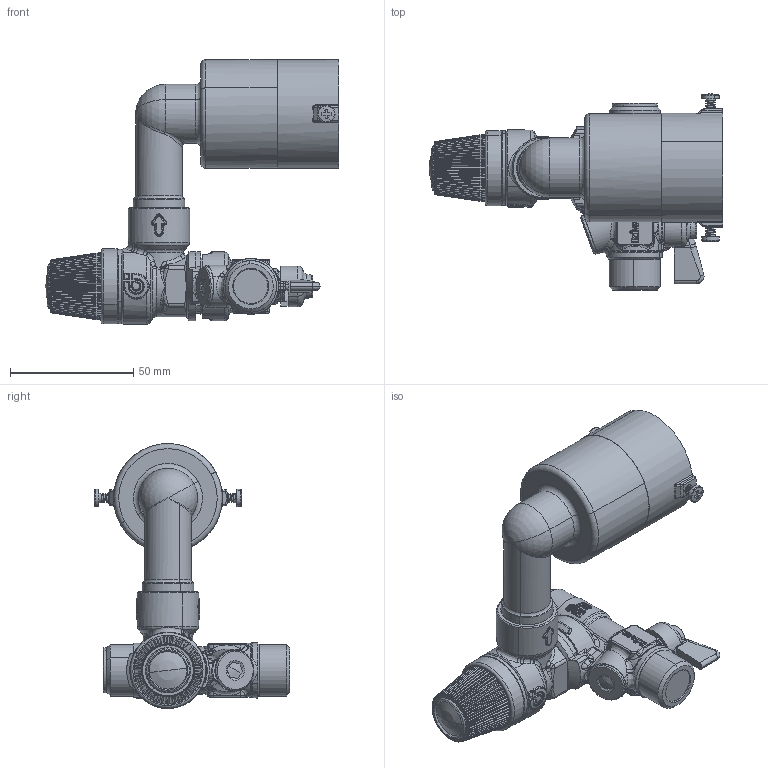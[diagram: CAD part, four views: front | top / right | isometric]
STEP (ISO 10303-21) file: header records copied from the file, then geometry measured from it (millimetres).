
FILE_DESCRIPTION(('CATIA V5 STEP Exchange','CAx-IF Rec.Pracs.--- Model Styling and Organization---1.4--- 2014-01-23','CAx-IF Rec.Pracs.---3D Tessellated Data Validation Properties---0.5---2014-09-14'),'2;1');
FILE_NAME('STEP_528548_-_TST.stp','2022-03-16T13:19:48+00:00',('none'),('none'),'CATIA Version 5-6 Release 2019 SP3','CATIA V5 STEP AP242 v1','none');
FILE_SCHEMA(('AP242_MANAGED_MODEL_BASED_3D_ENGINEERING_MIM_LF {1 0 10303 442 1 1 4}'));
Length unit declared in the file: millimetre
Products named in the file (1): 528548 - TST
Bounding box: 119.15 x 79.48 x 107.59 mm (x, y, z)
Volume: 185053.6 mm3; surface area: 39593.2 mm2
Topology: 1 solids, 15 shells, 2744 faces, 6722 edges, 3820 vertices
Faces by surface type: bspline 1292, cylinder 580, plane 295, torus 226, cone 183, sphere 168
Entity records: 153799 total; most frequent: CARTESIAN_POINT 102578, ORIENTED_EDGE 13006, EDGE_CURVE 6503, DIRECTION 4533, B_SPLINE_CURVE_WITH_KNOTS 4084, VERTEX_POINT 3819, EDGE_LOOP 2803, ADVANCED_FACE 2744
